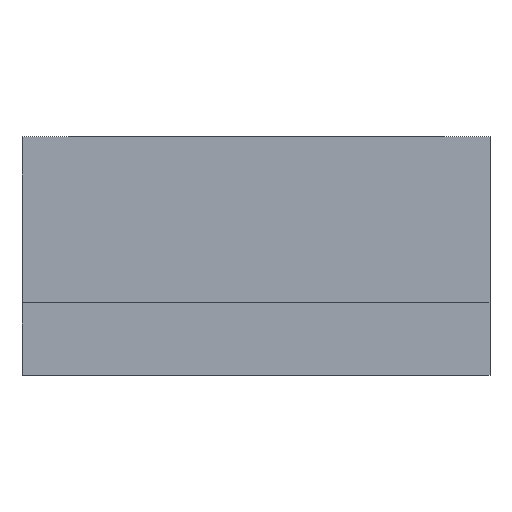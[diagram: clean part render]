
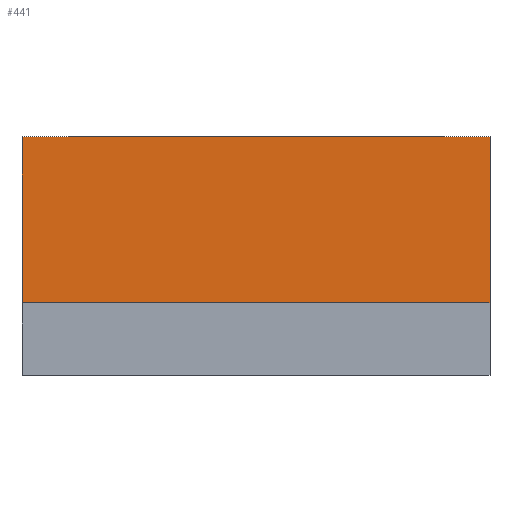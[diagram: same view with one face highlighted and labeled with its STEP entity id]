
A CAD part, front view. The second image highlights one B-rep face of the part: STEP entity #441.
In plain terms, the highlighted planar face has unit normal (0, -1, 0).
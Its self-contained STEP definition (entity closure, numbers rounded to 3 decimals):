
#33=FACE_OUTER_BOUND('',#56,.T.);
#56=EDGE_LOOP('',(#369,#370,#371,#372,#373,#374));
#87=LINE('',#641,#147);
#94=LINE('',#654,#154);
#101=LINE('',#669,#161);
#115=LINE('',#697,#175);
#116=LINE('',#698,#176);
#117=LINE('',#699,#177);
#147=VECTOR('',#523,10.);
#154=VECTOR('',#534,10.);
#161=VECTOR('',#547,10.);
#175=VECTOR('',#571,10.);
#176=VECTOR('',#572,10.);
#177=VECTOR('',#573,10.);
#201=VERTEX_POINT('',#638);
#202=VERTEX_POINT('',#640);
#206=VERTEX_POINT('',#651);
#211=VERTEX_POINT('',#668);
#219=VERTEX_POINT('',#695);
#220=VERTEX_POINT('',#696);
#247=EDGE_CURVE('',#201,#202,#87,.T.);
#254=EDGE_CURVE('',#202,#206,#94,.T.);
#261=EDGE_CURVE('',#206,#211,#101,.T.);
#275=EDGE_CURVE('',#219,#220,#115,.T.);
#276=EDGE_CURVE('',#219,#211,#116,.T.);
#277=EDGE_CURVE('',#220,#201,#117,.T.);
#369=ORIENTED_EDGE('',*,*,#275,.F.);
#370=ORIENTED_EDGE('',*,*,#276,.T.);
#371=ORIENTED_EDGE('',*,*,#261,.F.);
#372=ORIENTED_EDGE('',*,*,#254,.F.);
#373=ORIENTED_EDGE('',*,*,#247,.F.);
#374=ORIENTED_EDGE('',*,*,#277,.F.);
#419=PLANE('',#477);
#441=ADVANCED_FACE('',(#33),#419,.T.);
#477=AXIS2_PLACEMENT_3D('',#694,#569,#570);
#523=DIRECTION('',(-1.,0.,0.));
#534=DIRECTION('',(0.,0.,1.));
#547=DIRECTION('',(-1.,0.,0.));
#569=DIRECTION('center_axis',(0.,-1.,0.));
#570=DIRECTION('ref_axis',(-1.,0.,0.));
#571=DIRECTION('',(1.,0.,0.));
#572=DIRECTION('',(0.,0.,-1.));
#573=DIRECTION('',(0.,0.,-1.));
#638=CARTESIAN_POINT('',(0.,-26.498,2.95));
#640=CARTESIAN_POINT('',(-18.996,-26.498,2.95));
#641=CARTESIAN_POINT('',(-18.996,-26.498,2.95));
#651=CARTESIAN_POINT('',(-18.996,-26.498,9.2));
#654=CARTESIAN_POINT('',(-18.996,-26.498,7.2));
#668=CARTESIAN_POINT('',(-18.998,-26.498,9.2));
#669=CARTESIAN_POINT('',(-18.998,-26.498,9.2));
#694=CARTESIAN_POINT('Origin',(0.,-26.498,9.7));
#695=CARTESIAN_POINT('',(-18.998,-26.498,9.7));
#696=CARTESIAN_POINT('',(0.,-26.498,9.7));
#697=CARTESIAN_POINT('',(-18.998,-26.498,9.7));
#698=CARTESIAN_POINT('',(-18.998,-26.498,9.7));
#699=CARTESIAN_POINT('',(0.,-26.498,9.7));
